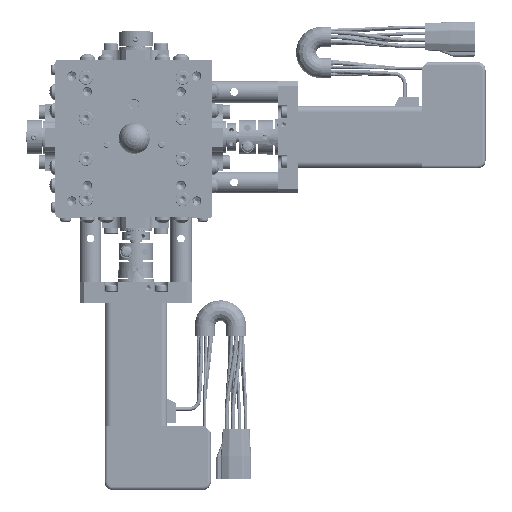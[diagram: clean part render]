
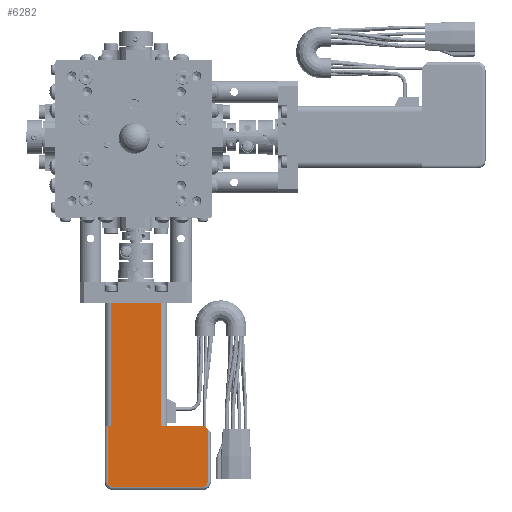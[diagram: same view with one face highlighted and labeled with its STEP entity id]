
A CAD part, top view. The second image highlights one B-rep face of the part: STEP entity #6282.
In plain terms, the highlighted planar face has unit normal (0, 0, 1).
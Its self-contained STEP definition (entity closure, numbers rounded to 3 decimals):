
#6282=ADVANCED_FACE('',(#62810),#62809,.F.);
#62809=PLANE('',#102888);
#62810=FACE_OUTER_BOUND('',#102889,.T.);
#102885=CARTESIAN_POINT('',(-11.7,-46.6,34.));
#102886=DIRECTION('',(0.,0.,-1.));
#102887=DIRECTION('',(1.,0.,0.));
#102888=AXIS2_PLACEMENT_3D('',#102885,#102886,#102887);
#102889=EDGE_LOOP('',(#130973,#130974,#130975,#130976,#130977,#130978,#130979,#130980,#130981,#130982,#130983));
#130973=ORIENTED_EDGE('',*,*,#145024,.T.);
#130974=ORIENTED_EDGE('',*,*,#144978,.T.);
#130975=ORIENTED_EDGE('',*,*,#145020,.F.);
#130976=ORIENTED_EDGE('',*,*,#145047,.T.);
#130977=ORIENTED_EDGE('',*,*,#145043,.T.);
#130978=ORIENTED_EDGE('',*,*,#145002,.T.);
#130979=ORIENTED_EDGE('',*,*,#144999,.T.);
#130980=ORIENTED_EDGE('',*,*,#144996,.T.);
#130981=ORIENTED_EDGE('',*,*,#145033,.T.);
#130982=ORIENTED_EDGE('',*,*,#145048,.F.);
#130983=ORIENTED_EDGE('',*,*,#145049,.T.);
#144978=EDGE_CURVE('',#235180,#235222,#235229,.T.);
#144996=EDGE_CURVE('',#235333,#235348,#235355,.T.);
#144999=EDGE_CURVE('',#235361,#235333,#235375,.T.);
#145002=EDGE_CURVE('',#235381,#235361,#235395,.T.);
#145020=EDGE_CURVE('',#235513,#235222,#235514,.T.);
#145024=EDGE_CURVE('',#235540,#235180,#235541,.T.);
#145033=EDGE_CURVE('',#235348,#235599,#235600,.T.);
#145043=EDGE_CURVE('',#235666,#235381,#235667,.T.);
#145047=EDGE_CURVE('',#235513,#235666,#235691,.T.);
#145048=EDGE_CURVE('',#235697,#235599,#235698,.T.);
#145049=EDGE_CURVE('',#235697,#235540,#235704,.T.);
#235180=VERTEX_POINT('',#294080);
#235222=VERTEX_POINT('',#294107);
#235229=LINE('',#294112,#294113);
#235333=VERTEX_POINT('',#294185);
#235348=VERTEX_POINT('',#294196);
#235355=CIRCLE('',#294204,1.5);
#235361=VERTEX_POINT('',#294205);
#235375=LINE('',#294214,#294215);
#235381=VERTEX_POINT('',#294217);
#235395=CIRCLE('',#294230,1.5);
#235513=VERTEX_POINT('',#294301);
#235514=LINE('',#294302,#294303);
#235540=VERTEX_POINT('',#294317);
#235541=LINE('',#294318,#294319);
#235599=VERTEX_POINT('',#294365);
#235600=LINE('',#294366,#294367);
#235666=VERTEX_POINT('',#294407);
#235667=LINE('',#294408,#294409);
#235691=LINE('',#294421,#294422);
#235697=VERTEX_POINT('',#294424);
#235698=LINE('',#294425,#294426);
#235704=LINE('',#294428,#294429);
#294080=CARTESIAN_POINT('',(8.5,-52.5,34.));
#294107=CARTESIAN_POINT('',(-7.5,-52.5,34.));
#294112=CARTESIAN_POINT('',(8.5,-52.5,34.));
#294113=VECTOR('',#294114,16.);
#294114=DIRECTION('',(-1.,0.,0.));
#294185=CARTESIAN_POINT('',(22.,-111.5,34.));
#294196=CARTESIAN_POINT('',(23.5,-110.,34.));
#294201=CARTESIAN_POINT('',(22.,-110.,34.));
#294202=DIRECTION('',(0.,0.,1.));
#294203=DIRECTION('',(0.,1.,0.));
#294204=AXIS2_PLACEMENT_3D('',#294201,#294202,#294203);
#294205=CARTESIAN_POINT('',(-7.,-111.5,34.));
#294214=CARTESIAN_POINT('',(-7.,-111.5,34.));
#294215=VECTOR('',#294216,29.);
#294216=DIRECTION('',(1.,0.,0.));
#294217=CARTESIAN_POINT('',(-8.5,-110.,34.));
#294227=CARTESIAN_POINT('',(-7.,-110.,34.));
#294228=DIRECTION('',(0.,0.,1.));
#294229=DIRECTION('',(1.,0.,0.));
#294230=AXIS2_PLACEMENT_3D('',#294227,#294228,#294229);
#294301=CARTESIAN_POINT('',(-7.5,-92.,34.));
#294302=CARTESIAN_POINT('',(-7.5,-92.,34.));
#294303=VECTOR('',#294304,39.5);
#294304=DIRECTION('',(0.,1.,0.));
#294317=CARTESIAN_POINT('',(8.5,-92.,34.));
#294318=CARTESIAN_POINT('',(8.5,-92.,34.));
#294319=VECTOR('',#294320,39.5);
#294320=DIRECTION('',(0.,1.,0.));
#294365=CARTESIAN_POINT('',(23.5,-92.947,34.));
#294366=CARTESIAN_POINT('',(23.5,-110.,34.));
#294367=VECTOR('',#294368,17.053);
#294368=DIRECTION('',(0.,1.,0.));
#294407=CARTESIAN_POINT('',(-8.5,-92.,34.));
#294408=CARTESIAN_POINT('',(-8.5,-92.,34.));
#294409=VECTOR('',#294410,18.);
#294410=DIRECTION('',(0.,-1.,0.));
#294421=CARTESIAN_POINT('',(-7.5,-92.,34.));
#294422=VECTOR('',#294423,1.);
#294423=DIRECTION('',(-1.,0.,0.));
#294424=CARTESIAN_POINT('',(22.6,-92.,34.));
#294425=CARTESIAN_POINT('',(22.6,-92.,34.));
#294426=VECTOR('',#294427,1.307);
#294427=DIRECTION('',(0.689,-0.725,0.));
#294428=CARTESIAN_POINT('',(22.6,-92.,34.));
#294429=VECTOR('',#294430,14.1);
#294430=DIRECTION('',(-1.,0.,0.));
